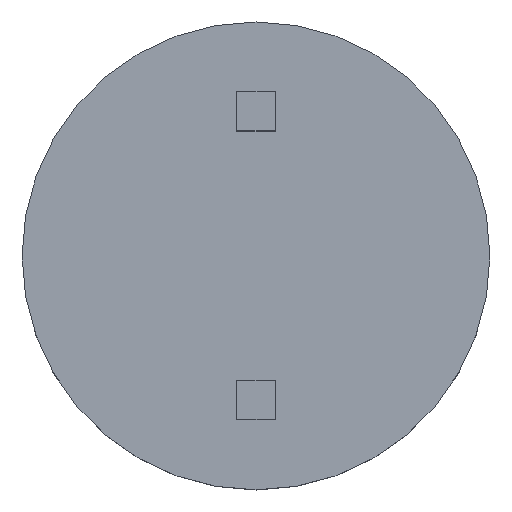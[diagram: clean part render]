
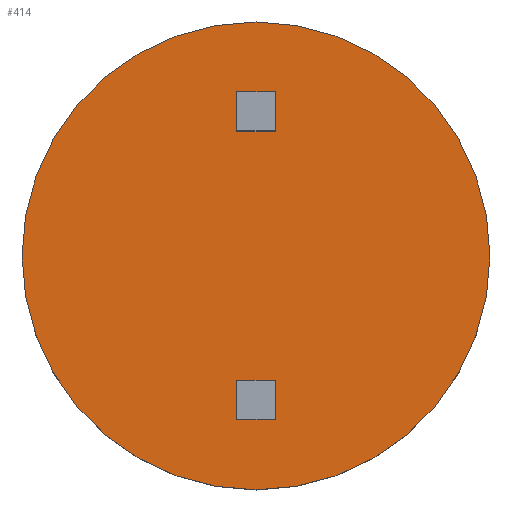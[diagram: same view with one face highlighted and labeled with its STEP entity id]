
A CAD part, top view. The second image highlights one B-rep face of the part: STEP entity #414.
In plain terms, the highlighted planar face has unit normal (0, 0, 1).
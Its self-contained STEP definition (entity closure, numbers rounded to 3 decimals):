
#41 = FACE_OUTER_BOUND ( 'NONE', #371, .T. ) ;
#56 = AXIS2_PLACEMENT_3D ( 'NONE', #238, #236, #239 ) ;
#63 = AXIS2_PLACEMENT_3D ( 'NONE', #191, #187, #189 ) ;
#104 = CARTESIAN_POINT ( 'NONE',  ( 0., 3., 0. ) ) ;
#109 = VERTEX_POINT ( 'NONE', #104 ) ;
#187 = DIRECTION ( 'NONE',  ( 0., 0., -1. ) ) ;
#189 = DIRECTION ( 'NONE',  ( 0., 1., 0. ) ) ;
#191 = CARTESIAN_POINT ( 'NONE',  ( 0., 0., 0. ) ) ;
#236 = DIRECTION ( 'NONE',  ( 0., 0., 1. ) ) ;
#238 = CARTESIAN_POINT ( 'NONE',  ( 0., 0., 0. ) ) ;
#239 = DIRECTION ( 'NONE',  ( 0., -1., 0. ) ) ;
#242 = PLANE ( 'NONE',  #56 ) ;
#369 = ORIENTED_EDGE ( 'NONE', *, *, #427, .F. ) ;
#371 = EDGE_LOOP ( 'NONE', ( #369 ) ) ;
#414 = ADVANCED_FACE ( 'NONE', ( #41 ), #242, .T. ) ;
#427 = EDGE_CURVE ( 'NONE', #109, #109, #457, .T. ) ;
#457 = CIRCLE ( 'NONE', #63, 3. ) ;
